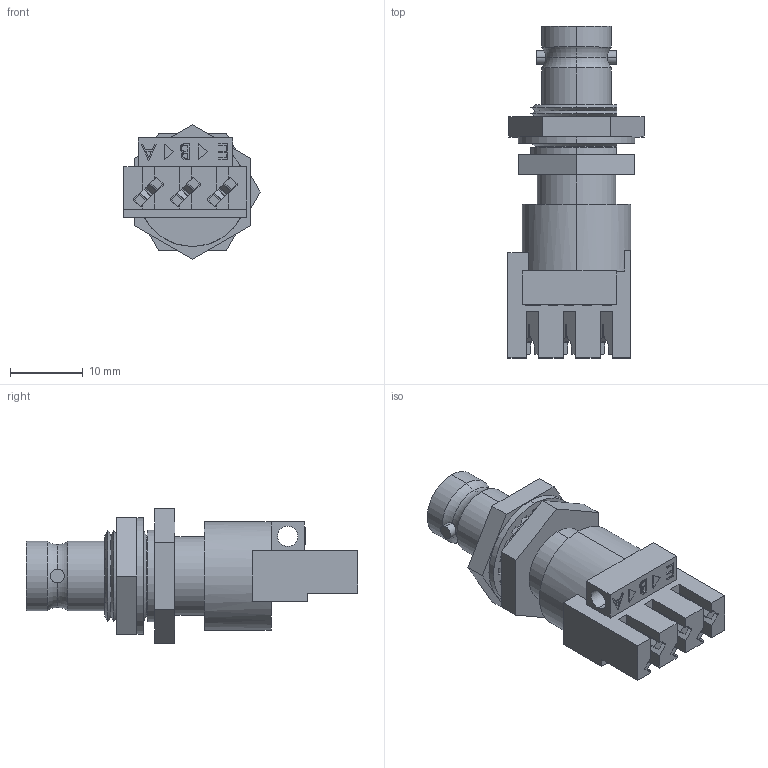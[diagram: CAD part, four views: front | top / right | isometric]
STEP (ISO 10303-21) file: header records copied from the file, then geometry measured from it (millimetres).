
FILE_DESCRIPTION (( 'STEP AP203' ), '1' );
FILE_NAME ('ACK9010.STEP', '2006-06-30T20:18:13', ( ' ' ), ( ' ' ), 'SwSTEP 2.0', 'SolidWorks 2005354', '' );
FILE_SCHEMA (( 'CONFIG_CONTROL_DESIGN' ));
Length unit declared in the file: inch
Products named in the file (4): ACK9010-MA2; ACK9010; ACK9010-MA1
Assembly tree (3 placements, depth 2):
  ACK9010
    ACK9010
    ACK9010-MA1
    ACK9010-MA2
Bounding box: 18.71 x 45.59 x 18.48 mm (x, y, z)
Volume: 5336.7 mm3; surface area: 4268.1 mm2
Topology: 3 solids, 3 shells, 385 faces, 1024 edges, 664 vertices
Faces by surface type: plane 209, cylinder 121, cone 42, bspline 9, torus 4
Entity records: 13281 total; most frequent: CARTESIAN_POINT 3148, ORIENTED_EDGE 2048, DIRECTION 2013, EDGE_CURVE 1024, VECTOR 699, LINE 699, VERTEX_POINT 664, AXIS2_PLACEMENT_3D 657
